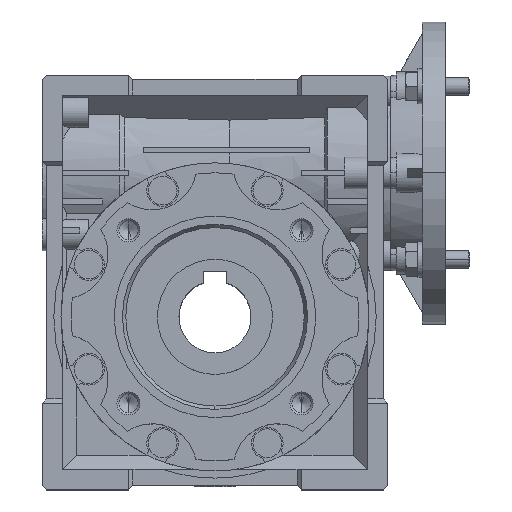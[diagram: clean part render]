
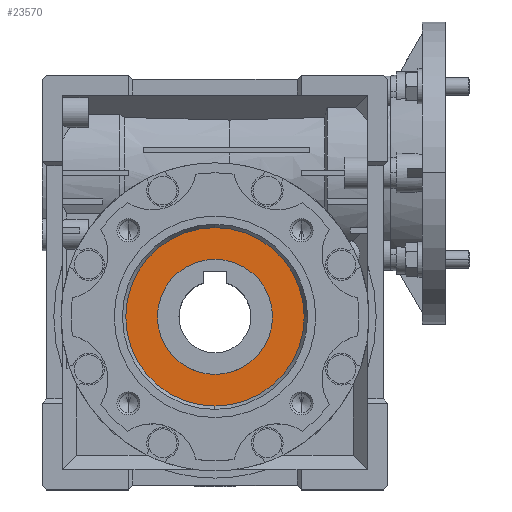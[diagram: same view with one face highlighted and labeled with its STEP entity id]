
A CAD part, top view. The second image highlights one B-rep face of the part: STEP entity #23570.
In plain terms, the highlighted planar face has unit normal (0, 0, 1).
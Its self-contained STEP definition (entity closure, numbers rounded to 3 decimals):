
#123 = ORIENTED_EDGE ( 'NONE', *, *, #12119, .T. ) ;
#1002 = CIRCLE ( 'NONE', #20611, 20. ) ;
#3642 = DIRECTION ( 'NONE',  ( 0., 0., 1. ) ) ;
#4949 = VERTEX_POINT ( 'NONE', #18945 ) ;
#5774 = FACE_BOUND ( 'NONE', #35204, .T. ) ;
#6621 = AXIS2_PLACEMENT_3D ( 'NONE', #16774, #8672, #8493 ) ;
#7356 = CIRCLE ( 'NONE', #13111, 31. ) ;
#7836 = PLANE ( 'NONE',  #6621 ) ;
#8451 = DIRECTION ( 'NONE',  ( 0., 1., 0. ) ) ;
#8493 = DIRECTION ( 'NONE',  ( 0., 1., 0. ) ) ;
#8568 = VERTEX_POINT ( 'NONE', #11362 ) ;
#8672 = DIRECTION ( 'NONE',  ( 0., 0., 1. ) ) ;
#8932 = AXIS2_PLACEMENT_3D ( 'NONE', #34986, #32109, #23991 ) ;
#9244 = EDGE_CURVE ( 'NONE', #8568, #16087, #1002, .T. ) ;
#9268 = CARTESIAN_POINT ( 'NONE',  ( 0., 20., 44. ) ) ;
#9472 = CARTESIAN_POINT ( 'NONE',  ( 0., -31., 44. ) ) ;
#11362 = CARTESIAN_POINT ( 'NONE',  ( 0., -20., 44. ) ) ;
#11753 = CARTESIAN_POINT ( 'NONE',  ( 0., 0., 44. ) ) ;
#11884 = ORIENTED_EDGE ( 'NONE', *, *, #27951, .T. ) ;
#12119 = EDGE_CURVE ( 'NONE', #27088, #4949, #7356, .T. ) ;
#12372 = CIRCLE ( 'NONE', #8932, 20. ) ;
#13111 = AXIS2_PLACEMENT_3D ( 'NONE', #11753, #3642, #22971 ) ;
#16087 = VERTEX_POINT ( 'NONE', #9268 ) ;
#16774 = CARTESIAN_POINT ( 'NONE',  ( -31., 0., 44. ) ) ;
#18710 = AXIS2_PLACEMENT_3D ( 'NONE', #34210, #28442, #20884 ) ;
#18945 = CARTESIAN_POINT ( 'NONE',  ( 0., 31., 44. ) ) ;
#20611 = AXIS2_PLACEMENT_3D ( 'NONE', #32968, #30445, #8451 ) ;
#20884 = DIRECTION ( 'NONE',  ( 0., 1., 0. ) ) ;
#22093 = ORIENTED_EDGE ( 'NONE', *, *, #26422, .T. ) ;
#22971 = DIRECTION ( 'NONE',  ( 0., 1., 0. ) ) ;
#23570 = ADVANCED_FACE ( 'NONE', ( #35236, #5774 ), #7836, .T. ) ;
#23991 = DIRECTION ( 'NONE',  ( 0., 1., 0. ) ) ;
#25029 = CIRCLE ( 'NONE', #18710, 31. ) ;
#26422 = EDGE_CURVE ( 'NONE', #16087, #8568, #12372, .T. ) ;
#27088 = VERTEX_POINT ( 'NONE', #9472 ) ;
#27951 = EDGE_CURVE ( 'NONE', #4949, #27088, #25029, .T. ) ;
#28442 = DIRECTION ( 'NONE',  ( 0., 0., 1. ) ) ;
#28653 = EDGE_LOOP ( 'NONE', ( #11884, #123 ) ) ;
#30445 = DIRECTION ( 'NONE',  ( 0., 0., -1. ) ) ;
#32109 = DIRECTION ( 'NONE',  ( 0., 0., -1. ) ) ;
#32968 = CARTESIAN_POINT ( 'NONE',  ( 0., 0., 44. ) ) ;
#34210 = CARTESIAN_POINT ( 'NONE',  ( 0., 0., 44. ) ) ;
#34560 = ORIENTED_EDGE ( 'NONE', *, *, #9244, .T. ) ;
#34986 = CARTESIAN_POINT ( 'NONE',  ( 0., 0., 44. ) ) ;
#35204 = EDGE_LOOP ( 'NONE', ( #22093, #34560 ) ) ;
#35236 = FACE_OUTER_BOUND ( 'NONE', #28653, .T. ) ;
